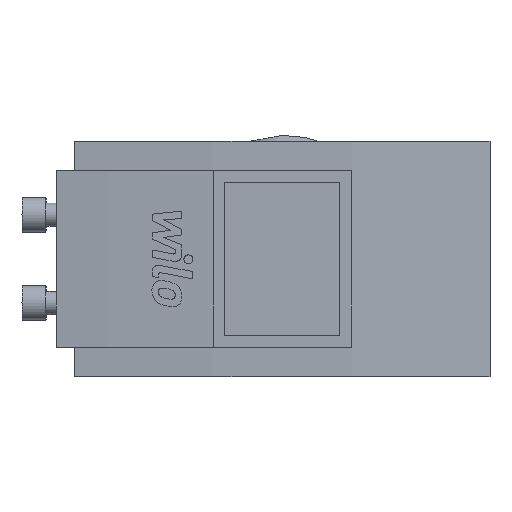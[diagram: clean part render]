
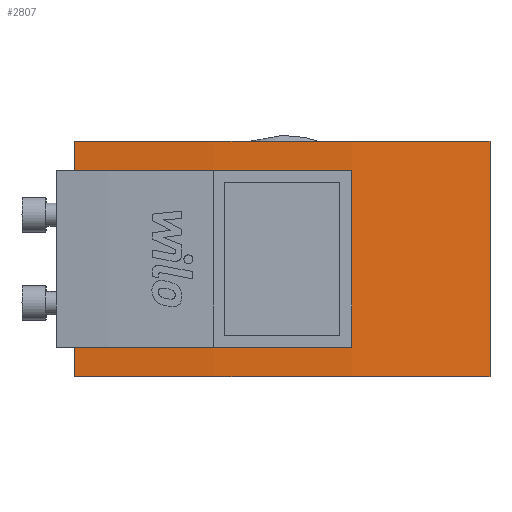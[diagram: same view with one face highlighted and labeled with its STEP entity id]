
A CAD part, front view. The second image highlights one B-rep face of the part: STEP entity #2807.
In plain terms, the highlighted cylindrical face has radius 783.9 mm (diameter 1567.8 mm), a partial arc.
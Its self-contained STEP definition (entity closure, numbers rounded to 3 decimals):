
#275=CYLINDRICAL_SURFACE('',#3024,783.9);
#323=FACE_OUTER_BOUND('',#502,.T.);
#502=EDGE_LOOP('',(#2060,#2061,#2062,#2063));
#717=CIRCLE('',#3022,783.9);
#718=CIRCLE('',#3025,783.9);
#796=LINE('',#4042,#1051);
#797=LINE('',#4046,#1052);
#1051=VECTOR('',#3333,10.);
#1052=VECTOR('',#3338,10.);
#1315=VERTEX_POINT('',#4034);
#1316=VERTEX_POINT('',#4036);
#1317=VERTEX_POINT('',#4040);
#1318=VERTEX_POINT('',#4044);
#1608=EDGE_CURVE('',#1315,#1316,#717,.T.);
#1610=EDGE_CURVE('',#1317,#1316,#796,.T.);
#1611=EDGE_CURVE('',#1317,#1318,#718,.T.);
#1612=EDGE_CURVE('',#1318,#1315,#797,.T.);
#2060=ORIENTED_EDGE('',*,*,#1611,.T.);
#2061=ORIENTED_EDGE('',*,*,#1612,.T.);
#2062=ORIENTED_EDGE('',*,*,#1608,.T.);
#2063=ORIENTED_EDGE('',*,*,#1610,.F.);
#2807=ADVANCED_FACE('',(#323),#275,.T.);
#3022=AXIS2_PLACEMENT_3D('',#4038,#3328,#3329);
#3024=AXIS2_PLACEMENT_3D('',#4043,#3334,#3335);
#3025=AXIS2_PLACEMENT_3D('',#4045,#3336,#3337);
#3328=DIRECTION('center_axis',(0.,0.,
-1.));
#3329=DIRECTION('ref_axis',(-0.115,0.993,0.));
#3333=DIRECTION('',(0.,0.,1.));
#3334=DIRECTION('center_axis',(0.,0.,
-1.));
#3335=DIRECTION('ref_axis',(-0.115,0.993,0.));
#3336=DIRECTION('center_axis',(0.,0.,
1.));
#3337=DIRECTION('ref_axis',(-0.115,0.993,0.));
#3338=DIRECTION('',(0.,0.,1.));
#4034=CARTESIAN_POINT('',(180.,-171.816,51.));
#4036=CARTESIAN_POINT('',(0.,-171.816,51.));
#4038=CARTESIAN_POINT('Origin',(90.,606.9,51.));
#4040=CARTESIAN_POINT('',(0.,-171.816,-51.));
#4042=CARTESIAN_POINT('',(0.,-171.816,0.));
#4043=CARTESIAN_POINT('Origin',(90.,606.9,0.));
#4044=CARTESIAN_POINT('',(180.,-171.816,-51.));
#4045=CARTESIAN_POINT('Origin',(90.,606.9,-51.));
#4046=CARTESIAN_POINT('',(180.,-171.816,0.));
